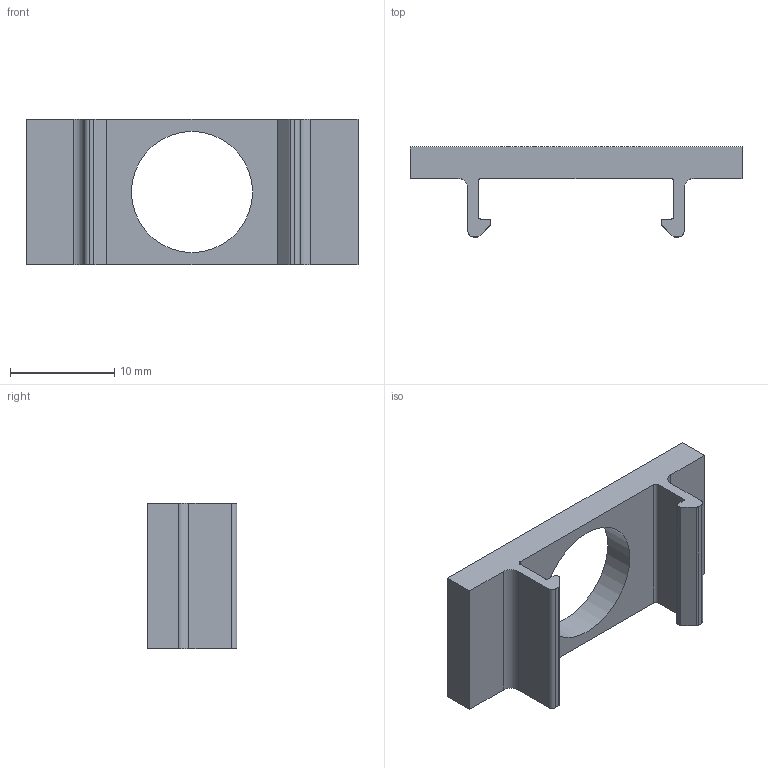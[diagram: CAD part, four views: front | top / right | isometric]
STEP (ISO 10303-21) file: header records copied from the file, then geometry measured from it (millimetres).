
FILE_DESCRIPTION(/* description */ (''),/* implementation_level */ '2;1');
FILE_NAME(/* name */ '2305_ZB35_iso.stp',/* time_stamp */ '2011-07-27T10:37:17+02:00',/* author */ (''),/* organization */ (''),/* preprocessor_version */ 'ST-DEVELOPER v11',/* originating_system */ 'SIEMENS UGS NX 6.0',/* authorisation */ '');
FILE_SCHEMA (('CONFIG_CONTROL_DESIGN'));
Length unit declared in the file: millimetre
Products named in the file (1): 2305_ZB35_iso
Bounding box: 31.8 x 8.6 x 13.9 mm (x, y, z)
Volume: 1147.6 mm3; surface area: 1519.4 mm2
Topology: 1 solids, 1 shells, 95 faces, 268 edges, 179 vertices
Faces by surface type: plane 72, cylinder 23
Full cylindrical faces by diameter (mm): 11.6 x1
Entity records: 3132 total; most frequent: CARTESIAN_POINT 540, ORIENTED_EDGE 532, DIRECTION 504, EDGE_CURVE 266, LINE 220, VECTOR 220, VERTEX_POINT 178, AXIS2_PLACEMENT_3D 142
